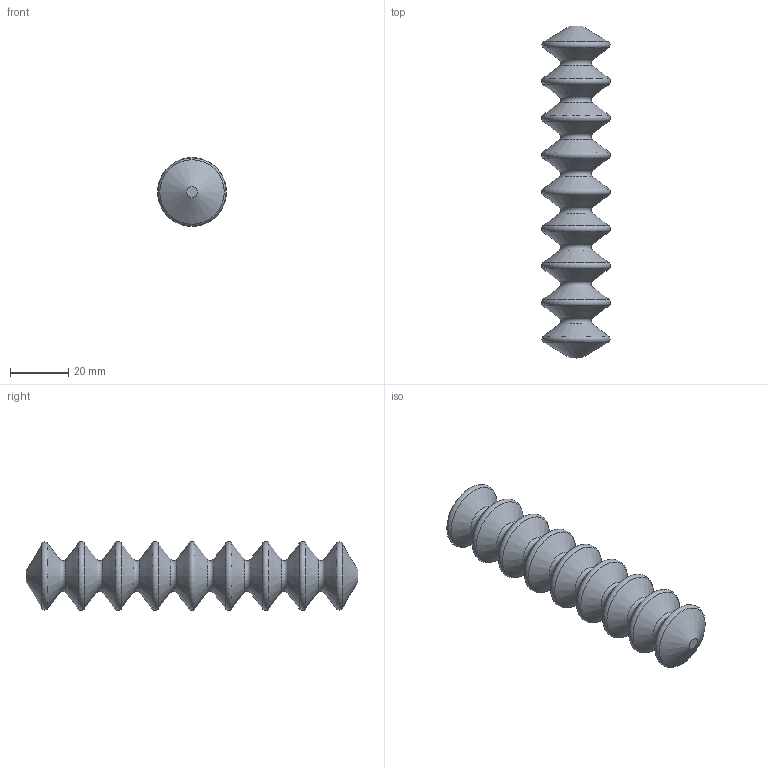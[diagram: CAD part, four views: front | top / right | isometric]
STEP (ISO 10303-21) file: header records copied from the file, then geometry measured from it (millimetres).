
FILE_DESCRIPTION(/* description */ (''),/* implementation_level */ '2;1');
FILE_NAME(/* name */ 'bellow_inner_2 v4.step',/* time_stamp */ '2024-03-02T13:02:49-05:00',/* author */ (''),/* organization */ (''),/* preprocessor_version */ 'ST-DEVELOPER v20',/* originating_system */ 'Autodesk Translation Framework v12.20.1.177',/* authorisation */ '');
FILE_SCHEMA (('AUTOMOTIVE_DESIGN { 1 0 10303 214 3 1 1 }'));
Length unit declared in the file: inch
Products named in the file (1): bellow_inner_2
Bounding box: 23.77 x 114.3 x 23.77 mm (x, y, z)
Volume: 17285.7 mm3; surface area: 14086.2 mm2
Topology: 1 solids, 1 shells, 118 faces, 310 edges, 194 vertices
Faces by surface type: bspline 36, cone 36, torus 34, plane 11, cylinder 1
Full cylindrical faces by diameter (mm): 3.969 x1
Entity records: 5346 total; most frequent: CARTESIAN_POINT 2468, ORIENTED_EDGE 620, DIRECTION 605, EDGE_CURVE 310, AXIS2_PLACEMENT_3D 284, CIRCLE 201, VERTEX_POINT 194, FACE_OUTER_BOUND 118
